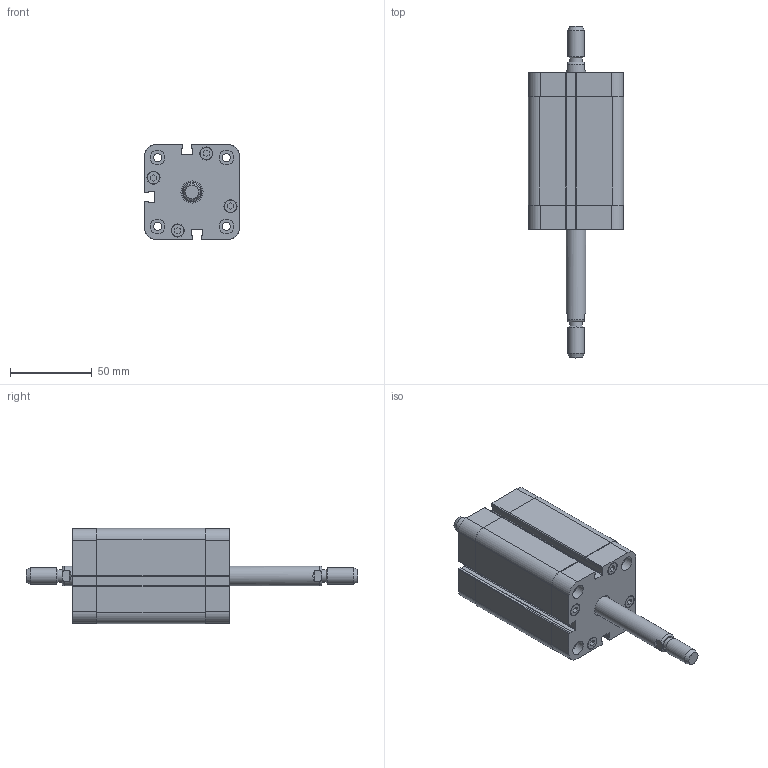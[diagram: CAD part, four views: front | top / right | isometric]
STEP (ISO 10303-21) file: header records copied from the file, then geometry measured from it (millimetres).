
FILE_DESCRIPTION((''),'2;1');
FILE_NAME('ADMP040.050.GS.M.stp','2011-08-25T11:27:15',('Administrator'),(''),'Autodesk Inventor 2012','Autodesk Inventor 2012','');
FILE_SCHEMA(('AUTOMOTIVE_DESIGN { 1 0 10303 214 1 1 1 1 }'));
Length unit declared in the file: millimetre
Products named in the file (1): ADMP040.050.GS.M
Bounding box: 58.1 x 202.5 x 58.1 mm (x, y, z)
Volume: 305440.2 mm3; surface area: 43709.7 mm2
Topology: 1 solids, 1 shells, 262 faces, 654 edges, 434 vertices
Faces by surface type: plane 158, cylinder 98, cone 4, torus 2
Full cylindrical faces by diameter (mm): 4.917 x4, 7.5 x8, 7.9 x2, 8 x8, 8.566 x2, 9 x8, 10 x2, 12 x2, 13.6 x2
Entity records: 7967 total; most frequent: CARTESIAN_POINT 1383, DIRECTION 1334, ORIENTED_EDGE 1212, EDGE_CURVE 606, AXIS2_PLACEMENT_3D 469, VERTEX_POINT 430, VECTOR 396, LINE 396
